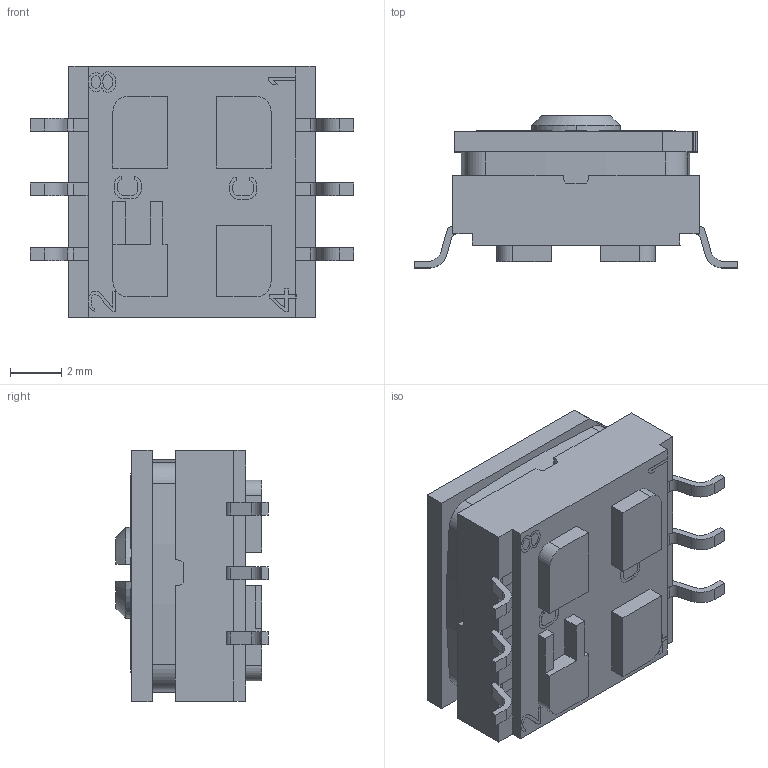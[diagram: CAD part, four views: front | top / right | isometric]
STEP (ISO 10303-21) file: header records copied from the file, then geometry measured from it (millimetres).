
FILE_DESCRIPTION((''),'2;1');
FILE_NAME('94HAB16WT_ASM','2016-07-19T',('sbuenzli'),(''),'PRO/ENGINEER BY PARAMETRIC TECHNOLOGY CORPORATION, 2011490','PRO/ENGINEER BY PARAMETRIC TECHNOLOGY CORPORATION, 2011490','');
FILE_SCHEMA(('CONFIG_CONTROL_DESIGN'));
Length unit declared in the file: inch
Products named in the file (9): 944176; 943435_GULL; 944176_GULL_ASM; 943700-001; 949275; 942434_16POSITION; 948270-X; 94-16_COVER_A_ASM; 94HAB16WT_ASM
Assembly tree (8 placements, depth 3):
  94HAB16WT_ASM
    944176_GULL_ASM
      944176
      943435_GULL
    943700-001
    949275
    94-16_COVER_A_ASM
      942434_16POSITION
      948270-X
Bounding box: 12.7 x 5.97 x 9.86 mm (x, y, z)
Volume: 341.1 mm3; surface area: 1167.2 mm2
Topology: 12 solids, 12 shells, 1328 faces, 3765 edges, 2502 vertices
Faces by surface type: plane 1090, cylinder 176, bspline 50, cone 12
Entity records: 43574 total; most frequent: CARTESIAN_POINT 8835, ORIENTED_EDGE 7530, DIRECTION 6613, EDGE_CURVE 3765, VECTOR 3237, LINE 3237, VERTEX_POINT 2502, AXIS2_PLACEMENT_3D 1688
